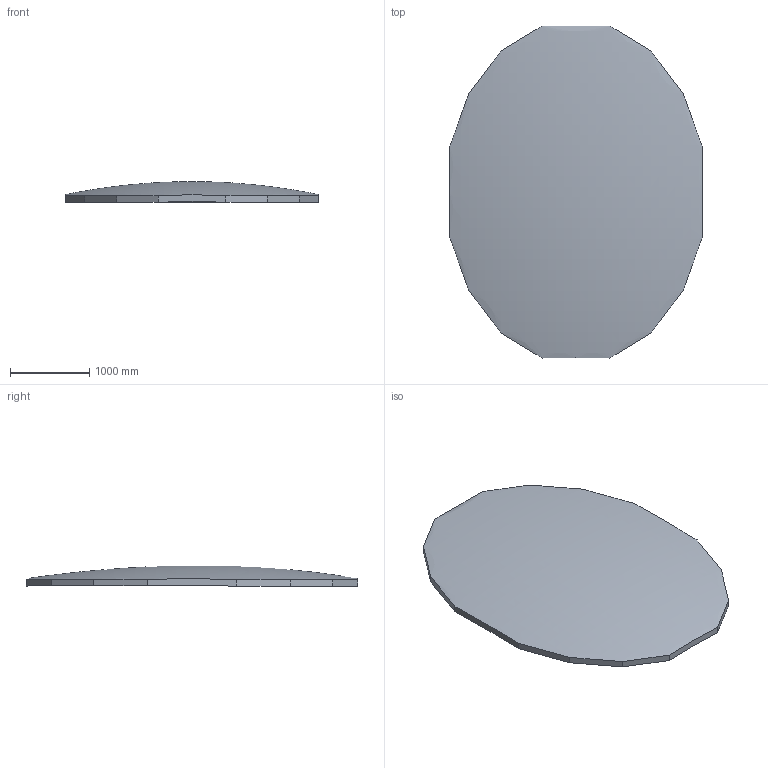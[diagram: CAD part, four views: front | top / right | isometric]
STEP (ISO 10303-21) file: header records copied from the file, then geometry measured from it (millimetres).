
FILE_DESCRIPTION ((), '1');
FILE_NAME ('TMP_Mech_Var10C_M2.STP', '2021-05-17T20:00:54', ('Unknown'), ('Unknown'), 'HarmonyWare STEP v2.0.6', 'HarmonyWare Translators', '');
FILE_SCHEMA (('CONFIG_CONTROL_DESIGN'));
Products named in the file (1): NONE
Bounding box: 3200 x 4200 x 261.83 mm (x, y, z)
Volume: 909711508.6 mm3; surface area: 23151045.5 mm2
Topology: 1 solids, 1 shells, 18 faces, 48 edges, 32 vertices
Faces by surface type: bspline 18
Entity records: 34378 total; most frequent: CARTESIAN_POINT 33988, ORIENTED_EDGE 96, B_SPLINE_CURVE_WITH_KNOTS 48, EDGE_CURVE 48, VERTEX_POINT 32, EDGE_LOOP 18, FACE_OUTER_BOUND 18, B_SPLINE_SURFACE_WITH_KNOTS 18
